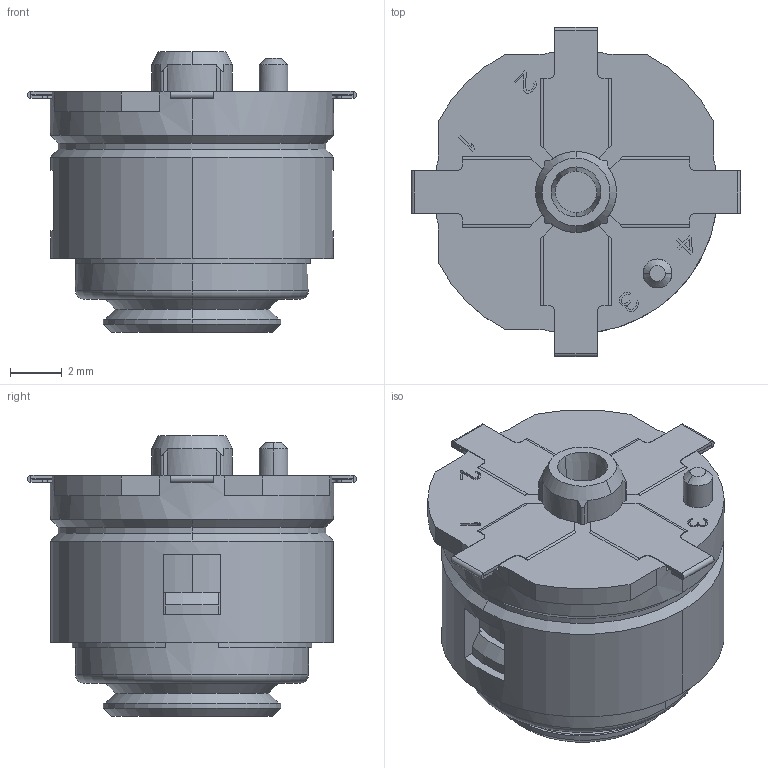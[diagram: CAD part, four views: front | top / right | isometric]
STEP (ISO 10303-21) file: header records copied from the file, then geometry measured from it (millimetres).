
FILE_DESCRIPTION((''),'2;1');
FILE_NAME('14YY-X_SW0022','2020-07-17T',('jjanota'),(''),'PRO/ENGINEER BY PARAMETRIC TECHNOLOGY CORPORATION, 2016100','PRO/ENGINEER BY PARAMETRIC TECHNOLOGY CORPORATION, 2016100','');
FILE_SCHEMA(('CONFIG_CONTROL_DESIGN'));
Length unit declared in the file: inch
Products named in the file (1): 14YY-X_SW0022
Bounding box: 12.7 x 12.7 x 10.82 mm (x, y, z)
Volume: 715.4 mm3; surface area: 973.7 mm2
Topology: 1 solids, 1 shells, 718 faces, 2045 edges, 1308 vertices
Faces by surface type: plane 485, cylinder 173, bspline 40, cone 18, torus 2
Entity records: 25863 total; most frequent: CARTESIAN_POINT 7149, ORIENTED_EDGE 4090, DIRECTION 3701, EDGE_CURVE 2045, VECTOR 1449, LINE 1449, VERTEX_POINT 1308, AXIS2_PLACEMENT_3D 1126
